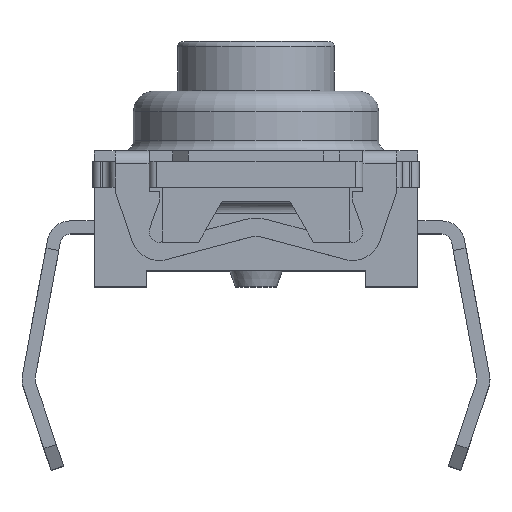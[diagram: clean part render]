
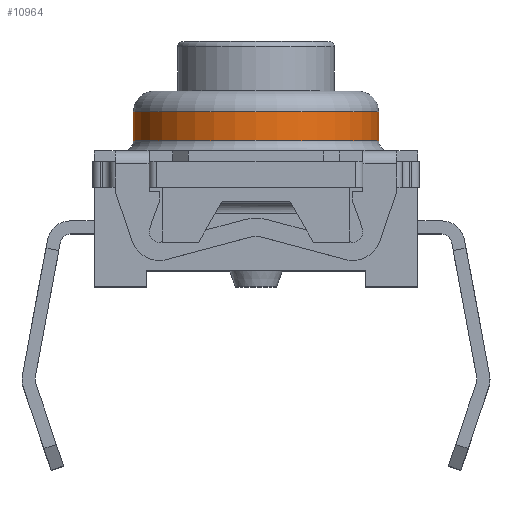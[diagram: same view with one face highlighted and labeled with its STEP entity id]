
A CAD part, top view. The second image highlights one B-rep face of the part: STEP entity #10964.
In plain terms, the highlighted cylindrical face has radius 2.35 mm (diameter 4.7 mm), a partial arc.
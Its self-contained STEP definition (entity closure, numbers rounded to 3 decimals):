
#33 = AXIS2_PLACEMENT_3D ( 'NONE', #15213, #4689, #12990 ) ;
#322 = CARTESIAN_POINT ( 'NONE',  ( 2.35, 0.443, 0. ) ) ;
#817 = AXIS2_PLACEMENT_3D ( 'NONE', #7863, #6828, #10261 ) ;
#818 = EDGE_CURVE ( 'NONE', #1216, #1807, #6307, .T. ) ;
#1216 = VERTEX_POINT ( 'NONE', #3378 ) ;
#1237 = LINE ( 'NONE', #12226, #13386 ) ;
#1807 = VERTEX_POINT ( 'NONE', #3804 ) ;
#2314 = ORIENTED_EDGE ( 'NONE', *, *, #11824, .F. ) ;
#2632 = VERTEX_POINT ( 'NONE', #11410 ) ;
#2676 = CYLINDRICAL_SURFACE ( 'NONE', #33, 2.35 ) ;
#3075 = AXIS2_PLACEMENT_3D ( 'NONE', #7234, #6213, #3817 ) ;
#3378 = CARTESIAN_POINT ( 'NONE',  ( -2.35, 1.45, 0. ) ) ;
#3804 = CARTESIAN_POINT ( 'NONE',  ( 2.35, 1.45, 0. ) ) ;
#3817 = DIRECTION ( 'NONE',  ( -1., 0., 0. ) ) ;
#4337 = ORIENTED_EDGE ( 'NONE', *, *, #14286, .T. ) ;
#4689 = DIRECTION ( 'NONE',  ( 0., -1., 0. ) ) ;
#5735 = LINE ( 'NONE', #322, #11322 ) ;
#6152 = FACE_OUTER_BOUND ( 'NONE', #14059, .T. ) ;
#6213 = DIRECTION ( 'NONE',  ( 0., -1., 0. ) ) ;
#6307 = CIRCLE ( 'NONE', #817, 2.35 ) ;
#6828 = DIRECTION ( 'NONE',  ( 0., 1., 0. ) ) ;
#7234 = CARTESIAN_POINT ( 'NONE',  ( 0., 0.9, 0. ) ) ;
#7251 = ORIENTED_EDGE ( 'NONE', *, *, #818, .F. ) ;
#7863 = CARTESIAN_POINT ( 'NONE',  ( 0., 1.45, 0. ) ) ;
#8412 = DIRECTION ( 'NONE',  ( 0., -1., 0. ) ) ;
#9435 = CARTESIAN_POINT ( 'NONE',  ( 2.35, 0.9, 0. ) ) ;
#9753 = ORIENTED_EDGE ( 'NONE', *, *, #10310, .F. ) ;
#10261 = DIRECTION ( 'NONE',  ( -1., 0., 0. ) ) ;
#10310 = EDGE_CURVE ( 'NONE', #12771, #2632, #10425, .T. ) ;
#10425 = CIRCLE ( 'NONE', #3075, 2.35 ) ;
#10964 = ADVANCED_FACE ( 'NONE', ( #6152 ), #2676, .T. ) ;
#11099 = DIRECTION ( 'NONE',  ( 0., -1., 0. ) ) ;
#11322 = VECTOR ( 'NONE', #8412, 1000. ) ;
#11410 = CARTESIAN_POINT ( 'NONE',  ( -2.35, 0.9, 0. ) ) ;
#11824 = EDGE_CURVE ( 'NONE', #1807, #12771, #5735, .T. ) ;
#12226 = CARTESIAN_POINT ( 'NONE',  ( -2.35, 0.443, 0. ) ) ;
#12771 = VERTEX_POINT ( 'NONE', #9435 ) ;
#12990 = DIRECTION ( 'NONE',  ( 1., 0., 0. ) ) ;
#13386 = VECTOR ( 'NONE', #11099, 1000. ) ;
#14059 = EDGE_LOOP ( 'NONE', ( #7251, #4337, #9753, #2314 ) ) ;
#14286 = EDGE_CURVE ( 'NONE', #1216, #2632, #1237, .T. ) ;
#15213 = CARTESIAN_POINT ( 'NONE',  ( 0., 0.443, 0. ) ) ;
